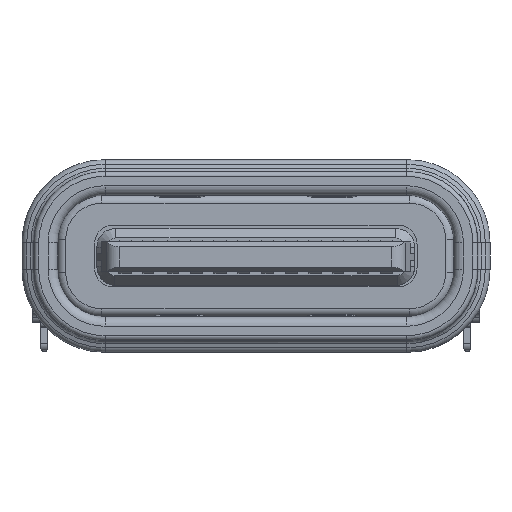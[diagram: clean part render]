
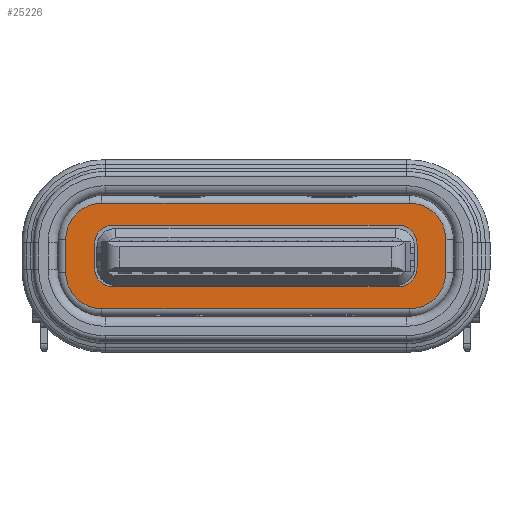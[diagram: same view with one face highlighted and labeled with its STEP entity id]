
A CAD part, left-side view. The second image highlights one B-rep face of the part: STEP entity #25226.
In plain terms, the highlighted planar face has unit normal (-1, 0, 0).
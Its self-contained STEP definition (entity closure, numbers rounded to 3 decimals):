
#2495=DIRECTION('',(0.,-1.,0.));
#2496=VECTOR('',#2495,6.48);
#2497=CARTESIAN_POINT('',(0.,3.24,-1.11));
#2498=LINE('',#2497,#2496);
#2553=DIRECTION('',(0.,0.,-1.));
#2554=VECTOR('',#2553,0.7);
#2555=CARTESIAN_POINT('',(0.,4.,0.35));
#2556=LINE('',#2555,#2554);
#2621=DIRECTION('',(0.,1.,0.));
#2622=VECTOR('',#2621,6.48);
#2623=CARTESIAN_POINT('',(0.,-3.24,1.11));
#2624=LINE('',#2623,#2622);
#2735=DIRECTION('',(0.,0.,1.));
#2736=VECTOR('',#2735,0.7);
#2737=CARTESIAN_POINT('',(0.,-4.,-0.35));
#2738=LINE('',#2737,#2736);
#2803=CARTESIAN_POINT('',(0.,-3.24,-0.35));
#2804=DIRECTION('',(1.,0.,0.));
#2805=DIRECTION('',(0.,-1.,0.));
#2806=AXIS2_PLACEMENT_3D('',#2803,#2804,#2805);
#2808=CARTESIAN_POINT('',(0.,3.24,-0.35));
#2809=DIRECTION('',(1.,0.,0.));
#2810=DIRECTION('',(0.,0.,-1.));
#2811=AXIS2_PLACEMENT_3D('',#2808,#2809,#2810);
#2813=CARTESIAN_POINT('',(0.,3.24,0.35));
#2814=DIRECTION('',(1.,0.,0.));
#2815=DIRECTION('',(0.,1.,0.));
#2816=AXIS2_PLACEMENT_3D('',#2813,#2814,#2815);
#2818=CARTESIAN_POINT('',(0.,-3.24,0.35));
#2819=DIRECTION('',(1.,0.,0.));
#2820=DIRECTION('',(0.,0.,1.));
#2821=AXIS2_PLACEMENT_3D('',#2818,#2819,#2820);
#2823=DIRECTION('',(0.,-1.,0.));
#2824=VECTOR('',#2823,5.99);
#2825=CARTESIAN_POINT('',(0.,2.995,-0.65));
#2826=LINE('',#2825,#2824);
#2827=CARTESIAN_POINT('',(0.,-2.995,-0.25));
#2828=DIRECTION('',(-1.,0.,0.));
#2829=DIRECTION('',(0.,0.,-1.));
#2830=AXIS2_PLACEMENT_3D('',#2827,#2828,#2829);
#2832=DIRECTION('',(0.,0.,1.));
#2833=VECTOR('',#2832,0.5);
#2834=CARTESIAN_POINT('',(0.,-3.395,-0.25));
#2835=LINE('',#2834,#2833);
#2836=CARTESIAN_POINT('',(0.,-2.995,0.25));
#2837=DIRECTION('',(-1.,0.,0.));
#2838=DIRECTION('',(0.,-1.,0.));
#2839=AXIS2_PLACEMENT_3D('',#2836,#2837,#2838);
#2841=DIRECTION('',(0.,1.,0.));
#2842=VECTOR('',#2841,5.99);
#2843=CARTESIAN_POINT('',(0.,-2.995,0.65));
#2844=LINE('',#2843,#2842);
#2845=CARTESIAN_POINT('',(0.,2.995,0.25));
#2846=DIRECTION('',(-1.,0.,0.));
#2847=DIRECTION('',(0.,0.,1.));
#2848=AXIS2_PLACEMENT_3D('',#2845,#2846,#2847);
#2850=DIRECTION('',(0.,0.,-1.));
#2851=VECTOR('',#2850,0.5);
#2852=CARTESIAN_POINT('',(0.,3.395,0.25));
#2853=LINE('',#2852,#2851);
#2854=CARTESIAN_POINT('',(0.,2.995,-0.25));
#2855=DIRECTION('',(-1.,0.,0.));
#2856=DIRECTION('',(0.,1.,0.));
#2857=AXIS2_PLACEMENT_3D('',#2854,#2855,#2856);
#17947=CARTESIAN_POINT('',(0.,3.24,-1.11));
#17948=VERTEX_POINT('',#17947);
#17949=CARTESIAN_POINT('',(0.,-3.24,-1.11));
#17950=VERTEX_POINT('',#17949);
#17959=CARTESIAN_POINT('',(0.,4.,0.35));
#17960=VERTEX_POINT('',#17959);
#17961=CARTESIAN_POINT('',(0.,4.,-0.35));
#17962=VERTEX_POINT('',#17961);
#17966=CARTESIAN_POINT('',(0.,3.24,1.11));
#17967=VERTEX_POINT('',#17966);
#17971=CARTESIAN_POINT('',(0.,-3.24,1.11));
#17972=VERTEX_POINT('',#17971);
#18081=CARTESIAN_POINT('',(0.,-4.,-0.35));
#18082=VERTEX_POINT('',#18081);
#18083=CARTESIAN_POINT('',(0.,-4.,0.35));
#18084=VERTEX_POINT('',#18083);
#18085=CARTESIAN_POINT('',(0.,2.995,-0.65));
#18086=CARTESIAN_POINT('',(0.,-2.995,-0.65));
#18087=VERTEX_POINT('',#18085);
#18088=VERTEX_POINT('',#18086);
#18089=CARTESIAN_POINT('',(0.,-3.395,-0.25));
#18090=VERTEX_POINT('',#18089);
#18091=CARTESIAN_POINT('',(0.,-3.395,0.25));
#18092=VERTEX_POINT('',#18091);
#18093=CARTESIAN_POINT('',(0.,-2.995,0.65));
#18094=VERTEX_POINT('',#18093);
#18095=CARTESIAN_POINT('',(0.,2.995,0.65));
#18096=VERTEX_POINT('',#18095);
#18097=CARTESIAN_POINT('',(0.,3.395,0.25));
#18098=VERTEX_POINT('',#18097);
#18099=CARTESIAN_POINT('',(0.,3.395,-0.25));
#18100=VERTEX_POINT('',#18099);
#25191=CARTESIAN_POINT('',(0.,0.,0.));
#25192=DIRECTION('',(1.,0.,0.));
#25193=DIRECTION('',(0.,-1.,0.));
#25194=AXIS2_PLACEMENT_3D('',#25191,#25192,#25193);
#25195=PLANE('',#25194);
#25196=ORIENTED_EDGE('',*,*,#25178,.T.);
#25197=ORIENTED_EDGE('',*,*,#24886,.F.);
#25199=ORIENTED_EDGE('',*,*,#25198,.T.);
#25200=ORIENTED_EDGE('',*,*,#24958,.F.);
#25201=ORIENTED_EDGE('',*,*,#25004,.T.);
#25202=ORIENTED_EDGE('',*,*,#25028,.F.);
#25204=ORIENTED_EDGE('',*,*,#25203,.T.);
#25205=ORIENTED_EDGE('',*,*,#25131,.F.);
#25206=EDGE_LOOP('',(#25196,#25197,#25199,#25200,#25201,#25202,#25204,#25205));
#25207=FACE_OUTER_BOUND('',#25206,.F.);
#25209=ORIENTED_EDGE('',*,*,#25208,.T.);
#25211=ORIENTED_EDGE('',*,*,#25210,.T.);
#25213=ORIENTED_EDGE('',*,*,#25212,.T.);
#25215=ORIENTED_EDGE('',*,*,#25214,.T.);
#25217=ORIENTED_EDGE('',*,*,#25216,.T.);
#25219=ORIENTED_EDGE('',*,*,#25218,.T.);
#25221=ORIENTED_EDGE('',*,*,#25220,.T.);
#25223=ORIENTED_EDGE('',*,*,#25222,.T.);
#25224=EDGE_LOOP('',(#25209,#25211,#25213,#25215,#25217,#25219,#25221,#25223));
#25225=FACE_BOUND('',#25224,.F.);
#25226=ADVANCED_FACE('',(#25207,#25225),#25195,.F.);
#2807=CIRCLE('',#2806,0.76);
#2812=CIRCLE('',#2811,0.76);
#2817=CIRCLE('',#2816,0.76);
#2822=CIRCLE('',#2821,0.76);
#2831=CIRCLE('',#2830,0.4);
#2840=CIRCLE('',#2839,0.4);
#2849=CIRCLE('',#2848,0.4);
#2858=CIRCLE('',#2857,0.4);
#24886=EDGE_CURVE('',#17948,#17950,#2498,.T.);
#24958=EDGE_CURVE('',#17960,#17962,#2556,.T.);
#25004=EDGE_CURVE('',#17960,#17967,#2817,.T.);
#25028=EDGE_CURVE('',#17972,#17967,#2624,.T.);
#25131=EDGE_CURVE('',#18082,#18084,#2738,.T.);
#25178=EDGE_CURVE('',#18082,#17950,#2807,.T.);
#25198=EDGE_CURVE('',#17948,#17962,#2812,.T.);
#25203=EDGE_CURVE('',#17972,#18084,#2822,.T.);
#25208=EDGE_CURVE('',#18087,#18088,#2826,.T.);
#25210=EDGE_CURVE('',#18088,#18090,#2831,.T.);
#25212=EDGE_CURVE('',#18090,#18092,#2835,.T.);
#25214=EDGE_CURVE('',#18092,#18094,#2840,.T.);
#25216=EDGE_CURVE('',#18094,#18096,#2844,.T.);
#25218=EDGE_CURVE('',#18096,#18098,#2849,.T.);
#25220=EDGE_CURVE('',#18098,#18100,#2853,.T.);
#25222=EDGE_CURVE('',#18100,#18087,#2858,.T.);
